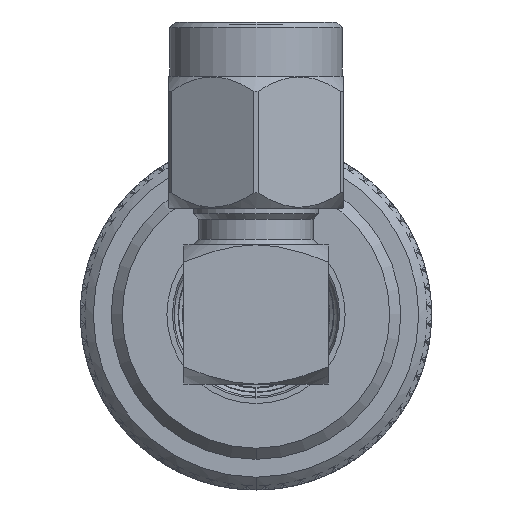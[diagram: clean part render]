
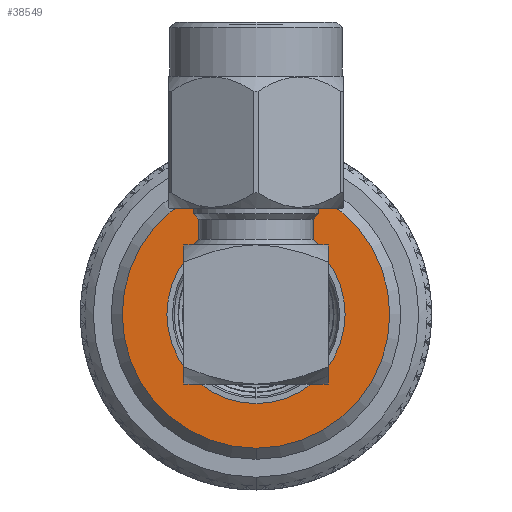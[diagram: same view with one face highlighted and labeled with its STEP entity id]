
A CAD part, left-side view. The second image highlights one B-rep face of the part: STEP entity #38549.
In plain terms, the highlighted face is planar.
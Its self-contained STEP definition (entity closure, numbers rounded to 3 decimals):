
#651 = VERTEX_POINT ( 'NONE', #148674 ) ;
#8180 = CIRCLE ( 'NONE', #178633, 6.099 ) ;
#12330 = EDGE_CURVE ( 'NONE', #146010, #49734, #193135, .T. ) ;
#16913 = DIRECTION ( 'NONE',  ( 0., 0., -1. ) ) ;
#21795 = CIRCLE ( 'NONE', #38378, 6.099 ) ;
#26814 = FACE_OUTER_BOUND ( 'NONE', #201191, .T. ) ;
#29148 = DIRECTION ( 'NONE',  ( 0., 0., -1. ) ) ;
#32709 = AXIS2_PLACEMENT_3D ( 'NONE', #64280, #143763, #128078 ) ;
#38378 = AXIS2_PLACEMENT_3D ( 'NONE', #162612, #63342, #80082 ) ;
#38549 = ADVANCED_FACE ( 'NONE', ( #26814, #58293 ), #44634, .T. ) ;
#44634 = PLANE ( 'NONE',  #126998 ) ;
#49734 = VERTEX_POINT ( 'NONE', #176658 ) ;
#50933 = CARTESIAN_POINT ( 'NONE',  ( 19.694, 0., -2.25 ) ) ;
#56802 = EDGE_LOOP ( 'NONE', ( #198975, #111289 ) ) ;
#58293 = FACE_BOUND ( 'NONE', #56802, .T. ) ;
#63280 = CARTESIAN_POINT ( 'NONE',  ( 19.694, 0., 6.099 ) ) ;
#63342 = DIRECTION ( 'NONE',  ( 1., 0., 0. ) ) ;
#64280 = CARTESIAN_POINT ( 'NONE',  ( 19.694, 0., 0. ) ) ;
#71746 = ORIENTED_EDGE ( 'NONE', *, *, #194772, .T. ) ;
#80082 = DIRECTION ( 'NONE',  ( 0., 0., -1. ) ) ;
#82927 = CARTESIAN_POINT ( 'NONE',  ( 19.694, 0., 0. ) ) ;
#90737 = DIRECTION ( 'NONE',  ( 0., 0., -1. ) ) ;
#111289 = ORIENTED_EDGE ( 'NONE', *, *, #173360, .F. ) ;
#112224 = DIRECTION ( 'NONE',  ( 1., 0., 0. ) ) ;
#126998 = AXIS2_PLACEMENT_3D ( 'NONE', #187931, #154539, #90737 ) ;
#128078 = DIRECTION ( 'NONE',  ( 0., 0., -1. ) ) ;
#143763 = DIRECTION ( 'NONE',  ( 1., 0., 0. ) ) ;
#146010 = VERTEX_POINT ( 'NONE', #50933 ) ;
#146612 = ORIENTED_EDGE ( 'NONE', *, *, #192693, .T. ) ;
#148674 = CARTESIAN_POINT ( 'NONE',  ( 19.694, 0., -6.099 ) ) ;
#154539 = DIRECTION ( 'NONE',  ( 1., 0., 0. ) ) ;
#156610 = VERTEX_POINT ( 'NONE', #63280 ) ;
#162612 = CARTESIAN_POINT ( 'NONE',  ( 19.694, 0., 0. ) ) ;
#173360 = EDGE_CURVE ( 'NONE', #49734, #146010, #194633, .T. ) ;
#173533 = CARTESIAN_POINT ( 'NONE',  ( 19.694, 0., 0. ) ) ;
#174557 = DIRECTION ( 'NONE',  ( 1., 0., 0. ) ) ;
#174605 = AXIS2_PLACEMENT_3D ( 'NONE', #82927, #112224, #16913 ) ;
#176658 = CARTESIAN_POINT ( 'NONE',  ( 19.694, 0., 2.25 ) ) ;
#178633 = AXIS2_PLACEMENT_3D ( 'NONE', #173533, #174557, #29148 ) ;
#187931 = CARTESIAN_POINT ( 'NONE',  ( 19.694, 6.099, 0. ) ) ;
#192693 = EDGE_CURVE ( 'NONE', #156610, #651, #8180, .T. ) ;
#193135 = CIRCLE ( 'NONE', #32709, 2.25 ) ;
#194633 = CIRCLE ( 'NONE', #174605, 2.25 ) ;
#194772 = EDGE_CURVE ( 'NONE', #651, #156610, #21795, .T. ) ;
#198975 = ORIENTED_EDGE ( 'NONE', *, *, #12330, .F. ) ;
#201191 = EDGE_LOOP ( 'NONE', ( #146612, #71746 ) ) ;
